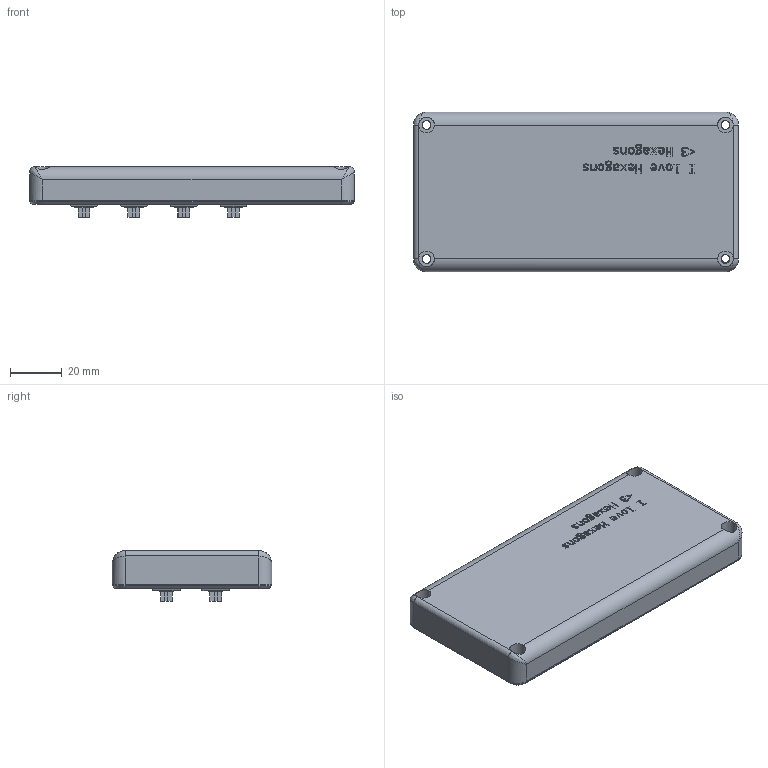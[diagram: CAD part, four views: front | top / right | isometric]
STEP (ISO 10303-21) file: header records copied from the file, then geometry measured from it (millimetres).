
FILE_DESCRIPTION(/* description */ ('STEP AP242','CAx-IF Rec.Pracs.---Representation and Presentation of Product Manufacturing Information (PMI)---4.0---2014-10-13','CAx-IF Rec.Pracs.---3D Tessellated Geometry---0.4---2014-09-14','2;1'),/* implementation_level */ '2;1');
FILE_NAME(/* name */ '6886d1cf3fcf7266347a4993',/* time_stamp */ '2025-07-28T01:26:40Z',/* author */ (''),/* organization */ (''),/* preprocessor_version */ 'ST-DEVELOPER v20',/* originating_system */ 'ONSHAPE BY PTC INC, 1.201',/* authorisation */ ' ');
FILE_SCHEMA (('AP242_MANAGED_MODEL_BASED_3D_ENGINEERING_MIM_LF { 1 0 10303 442 1 1 4 }'));
Length unit declared in the file: metre
Products named in the file (5): Hexpad; cherry mx; Part 1; Hackclub Highway Project_PCB
Assembly tree (9 placements, depth 2):
  Hexpad
    cherry mx  x6
    Part 1
    Hackclub Highway Project_PCB
    Part 1
Bounding box: 125 x 61.5 x 19.41 mm (x, y, z)
Volume: 79774.8 mm3; surface area: 50935.8 mm2
Topology: 9 solids, 9 shells, 1208 faces, 3198 edges, 2104 vertices
Faces by surface type: plane 805, bspline 243, cylinder 136, cone 24
Full cylindrical faces by diameter (mm): 0.889 x14, 1 x9, 1.5 x12, 1.6 x12, 1.7 x12, 3.4 x8, 3.85 x6, 4 x6, 6 x4
Entity records: 25378 total; most frequent: CARTESIAN_POINT 6976, ORIENTED_EDGE 4096, DIRECTION 2905, EDGE_CURVE 2048, VERTEX_POINT 1399, LINE 1317, VECTOR 1317, EDGE_LOOP 1051
